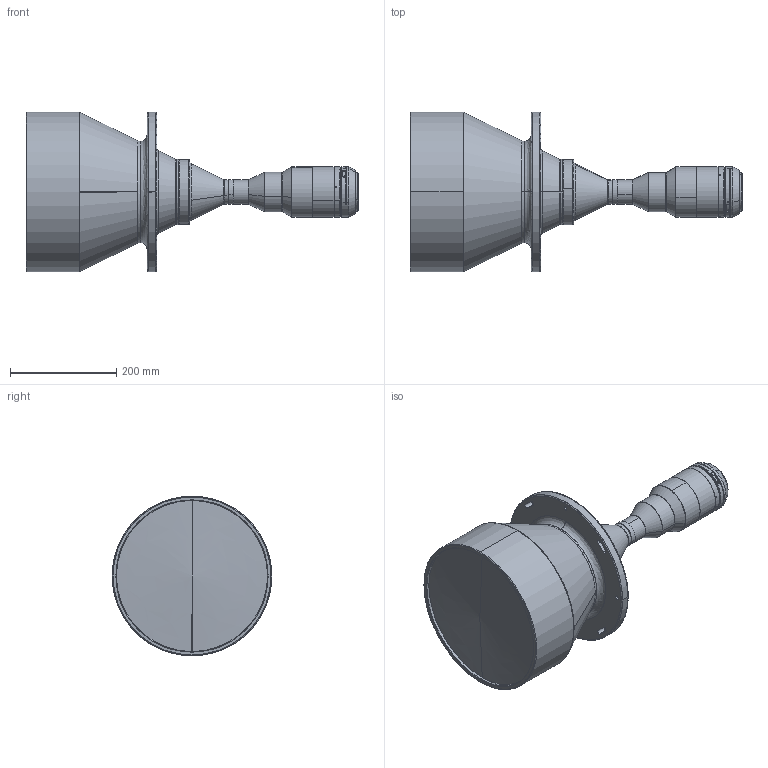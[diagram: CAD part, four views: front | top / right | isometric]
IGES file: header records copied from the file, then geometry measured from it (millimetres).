
Start section: SolidWorks IGES file using analytic representation for surfaces
Global section: file name: DTCM150M-258-M72-19.5-AL.IGS; native system: SolidWorks 2017; preprocessor: SolidWorks 2017; author: frank; date: 210126.152403; units: millimetre
Bounding box: 624.38 x 300 x 300 mm (x, y, z)
Surface area: 502737.4 mm2 (no closed solid volume)
Topology: 0 solids, 0 shells, 175 faces, 3358 edges, 3354 vertices
Faces by surface type: revolution 127, bspline 48
